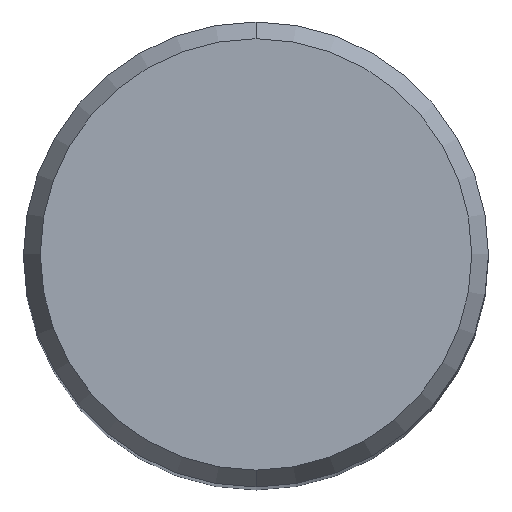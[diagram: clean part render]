
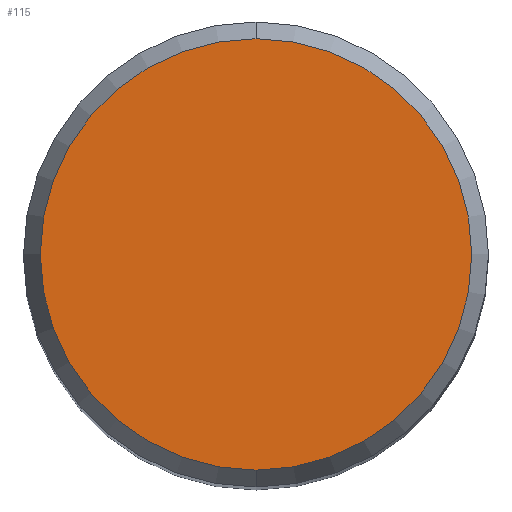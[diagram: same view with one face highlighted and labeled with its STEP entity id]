
A CAD part, top view. The second image highlights one B-rep face of the part: STEP entity #115.
In plain terms, the highlighted planar face has unit normal (0, 0, 1).
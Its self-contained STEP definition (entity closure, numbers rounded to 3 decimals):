
#115=ADVANCED_FACE('',(#246),#247,.T.);
#125=VERTEX_POINT('',#257);
#141=EDGE_CURVE('',#153,#125,#275,.T.);
#153=VERTEX_POINT('',#289);
#185=EDGE_CURVE('',#125,#153,#324,.T.);
#246=FACE_OUTER_BOUND('',#384,.T.);
#247=PLANE('',#385);
#257=CARTESIAN_POINT('',(0.,-5.892,0.01));
#275=CIRCLE('',#424,5.892);
#289=CARTESIAN_POINT('',(0.0,5.892,0.01));
#324=CIRCLE('',#487,5.892);
#384=EDGE_LOOP('',(#537,#538));
#385=AXIS2_PLACEMENT_3D('',#539,#540,#541);
#424=AXIS2_PLACEMENT_3D('',#573,#574,#575);
#487=AXIS2_PLACEMENT_3D('',#641,#642,#643);
#537=ORIENTED_EDGE('',*,*,#141,.F.);
#538=ORIENTED_EDGE('',*,*,#185,.F.);
#539=CARTESIAN_POINT('',(0.0,2.946,0.01));
#540=DIRECTION('',(-0.0,0.0,1.0));
#541=DIRECTION('',(0.0,-1.0,0.0));
#573=CARTESIAN_POINT('',(0.0,0.0,0.01));
#574=DIRECTION('',(0.0,0.0,-1.0));
#575=DIRECTION('',(0.0,1.0,0.0));
#641=CARTESIAN_POINT('',(0.0,0.0,0.01));
#642=DIRECTION('',(0.0,0.0,-1.0));
#643=DIRECTION('',(0.0,1.0,0.0));
